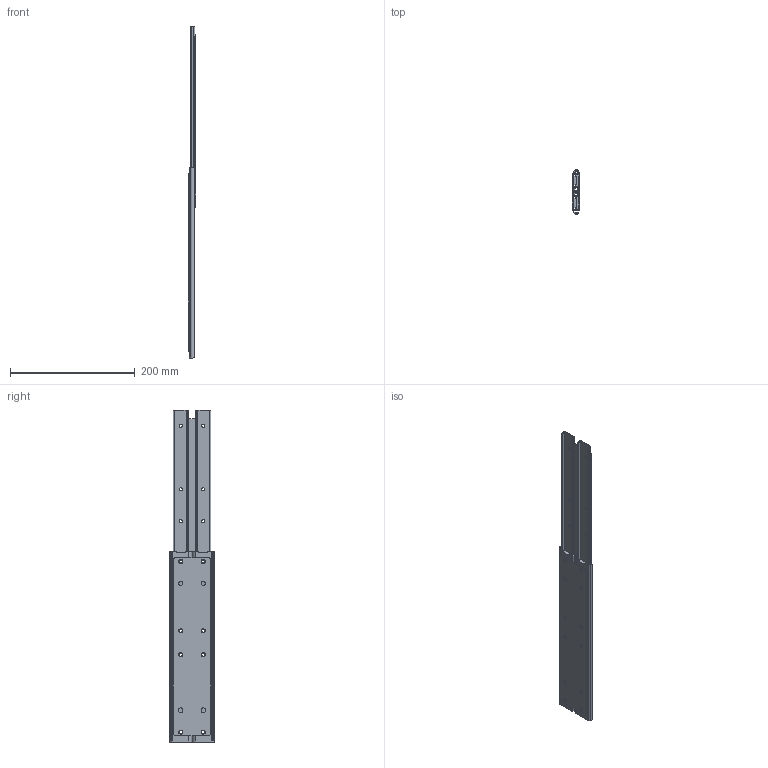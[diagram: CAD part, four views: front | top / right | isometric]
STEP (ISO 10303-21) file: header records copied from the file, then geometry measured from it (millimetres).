
FILE_DESCRIPTION (( 'STEP AP203' ), '1' );
FILE_NAME ('U61_12.STEP', '2022-04-18T01:47:33', ( '' ), ( '' ), 'SwSTEP 2.0', 'SolidWorks 2019', '' );
FILE_SCHEMA (( 'CONFIG_CONTROL_DESIGN' ));
Length unit declared in the file: millimetre
Products named in the file (5): IM-継板  ; OM U61-12; OM-継板 ; IM U61-12; U61_12
Assembly tree (6 placements, depth 2):
  U61_12
    OM U61-12  x2
    OM-継板 
    IM U61-12  x2
    IM-継板  
Bounding box: 12.5 x 71.18 x 531.45 mm (x, y, z)
Volume: 120644.3 mm3; surface area: 168230 mm2
Topology: 6 solids, 6 shells, 318 faces, 914 edges, 608 vertices
Faces by surface type: cylinder 178, plane 140
Entity records: 7508 total; most frequent: CARTESIAN_POINT 1363, DIRECTION 1199, ORIENTED_EDGE 1154, EDGE_CURVE 577, AXIS2_PLACEMENT_3D 444, VERTEX_POINT 384, LINE 311, VECTOR 311
